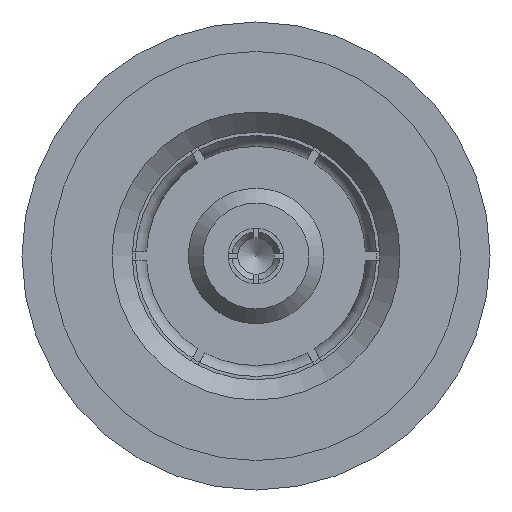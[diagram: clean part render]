
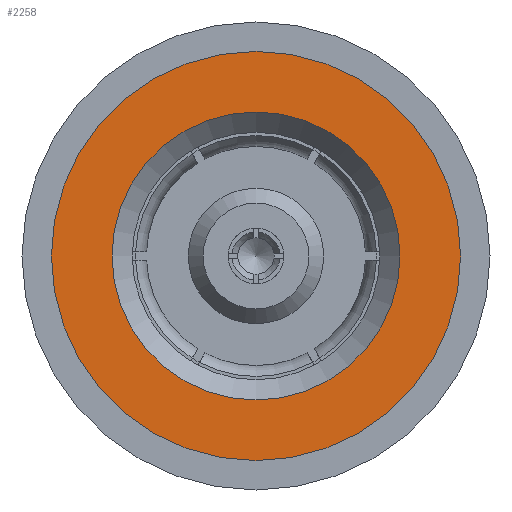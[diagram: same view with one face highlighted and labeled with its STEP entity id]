
A CAD part, left-side view. The second image highlights one B-rep face of the part: STEP entity #2258.
In plain terms, the highlighted planar face has unit normal (-1, 0, 0).
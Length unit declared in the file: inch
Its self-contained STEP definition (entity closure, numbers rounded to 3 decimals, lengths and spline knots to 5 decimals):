
#54 = EDGE_LOOP ( 'NONE', ( #2862 ) ) ;
#712 = VERTEX_POINT ( 'NONE', #749 ) ;
#749 = CARTESIAN_POINT ( 'NONE',  ( -0.31119, 0.12242, 0. ) ) ;
#1069 = CIRCLE ( 'NONE', #1196, 0.12242 ) ;
#1196 = AXIS2_PLACEMENT_3D ( 'NONE', #4669, #4628, #1820 ) ;
#1820 = DIRECTION ( 'NONE',  ( 0., 1., 0. ) ) ;
#2258 = ADVANCED_FACE ( 'NONE', ( #4467, #3877 ), #6800, .T. ) ;
#2771 = ORIENTED_EDGE ( 'NONE', *, *, #3760, .T. ) ;
#2862 = ORIENTED_EDGE ( 'NONE', *, *, #6898, .F. ) ;
#3096 = CIRCLE ( 'NONE', #4201, 0.08614 ) ;
#3593 = AXIS2_PLACEMENT_3D ( 'NONE', #5714, #3915, #4545 ) ;
#3760 = EDGE_CURVE ( 'NONE', #7151, #7151, #3096, .T. ) ;
#3877 = FACE_OUTER_BOUND ( 'NONE', #54, .T. ) ;
#3915 = DIRECTION ( 'NONE',  ( -1., 0., 0. ) ) ;
#4201 = AXIS2_PLACEMENT_3D ( 'NONE', #6086, #7299, #7262 ) ;
#4467 = FACE_BOUND ( 'NONE', #7529, .T. ) ;
#4545 = DIRECTION ( 'NONE',  ( 0., 1., 0. ) ) ;
#4628 = DIRECTION ( 'NONE',  ( 1., 0., 0. ) ) ;
#4669 = CARTESIAN_POINT ( 'NONE',  ( -0.31119, 0., 0. ) ) ;
#4771 = CARTESIAN_POINT ( 'NONE',  ( -0.31119, 0.08614, 0. ) ) ;
#5714 = CARTESIAN_POINT ( 'NONE',  ( -0.31119, 0., 0. ) ) ;
#6086 = CARTESIAN_POINT ( 'NONE',  ( -0.31119, 0., 0. ) ) ;
#6800 = PLANE ( 'NONE',  #3593 ) ;
#6898 = EDGE_CURVE ( 'NONE', #712, #712, #1069, .T. ) ;
#7151 = VERTEX_POINT ( 'NONE', #4771 ) ;
#7262 = DIRECTION ( 'NONE',  ( 0., 1., 0. ) ) ;
#7299 = DIRECTION ( 'NONE',  ( 1., 0., 0. ) ) ;
#7529 = EDGE_LOOP ( 'NONE', ( #2771 ) ) ;
